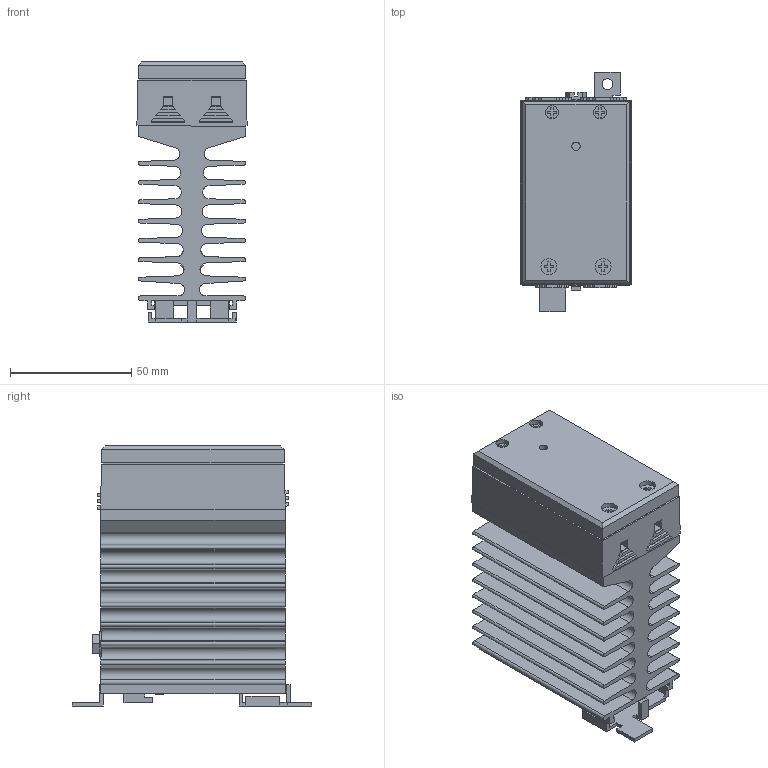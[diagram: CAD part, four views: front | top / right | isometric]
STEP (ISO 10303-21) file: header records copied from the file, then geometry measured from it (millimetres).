
FILE_DESCRIPTION((''),'2;1');
FILE_NAME('SSM1A145BD-3D_ASM','2020-11-25T16:01:46',('SESA231899'),('Schneider-Electric'),'CREO PARAMETRIC BY PTC INC, 2019164','CREO PARAMETRIC BY PTC INC, 2019164','');
FILE_SCHEMA(('AP242_MANAGED_MODEL_BASED_3D_ENGINEERING_MIM_LF { 1 0 10303 442 1 1 4 }'));
Length unit declared in the file: millimetre
Products named in the file (2): SSM1A145BD-3D_PRT0001; SSM1A145BD-3D_ASM
Assembly tree (1 placements, depth 2):
  SSM1A145BD-3D_ASM
    SSM1A145BD-3D_PRT0001
Bounding box: 45.47 x 98.81 x 107.32 mm (x, y, z)
Volume: 206827.2 mm3; surface area: 74004.9 mm2
Topology: 1 solids, 1 shells, 376 faces, 1030 edges, 690 vertices
Faces by surface type: plane 324, cylinder 52
Entity records: 39550 total; most frequent: CARTESIAN_POINT 28854, ORIENTED_EDGE 2044, DIRECTION 1976, EDGE_CURVE 1022, VECTOR 906, LINE 906, VERTEX_POINT 674, AXIS2_PLACEMENT_3D 535
